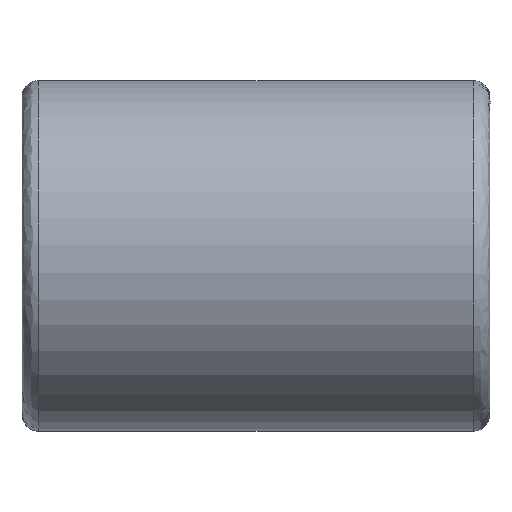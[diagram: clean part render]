
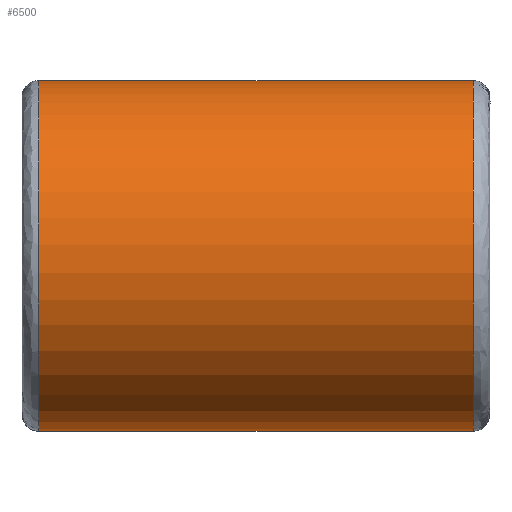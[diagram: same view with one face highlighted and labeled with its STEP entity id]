
A CAD part, front view. The second image highlights one B-rep face of the part: STEP entity #6500.
In plain terms, the highlighted free-form (B-spline) face has degree [3, 1] with [7, 2] control points.
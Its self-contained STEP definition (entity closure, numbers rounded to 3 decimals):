
#10 = CARTESIAN_POINT ('', (27., 0., 10.5));
#20 = VERTEX_POINT ('', #10);
#30 = CARTESIAN_POINT ('', (27., 0., -10.5));
#40 = VERTEX_POINT ('', #30);
#50 = CARTESIAN_POINT ('', (27., 0., 10.5));
#60 = CARTESIAN_POINT ('', (27., 21., 10.5));
#70 = CARTESIAN_POINT ('', (27., 21., -10.5));
#80 = CARTESIAN_POINT ('', (27., 0., -10.5));
#90 = (
   BOUNDED_CURVE ()
   B_SPLINE_CURVE (3, (#50, #60, #70, #80), .UNSPECIFIED., .F., .U.)
   B_SPLINE_CURVE_WITH_KNOTS ((4, 4), (0., 1.), .UNSPECIFIED.)
   CURVE ()
   GEOMETRIC_REPRESENTATION_ITEM ()
   RATIONAL_B_SPLINE_CURVE ((1., 0.333, 0.333, 1.))
   REPRESENTATION_ITEM ('')
);
#100 = EDGE_CURVE ('', #20, #40, #90, .T.);
#2150 = CARTESIAN_POINT ('', (27., 0., -10.5));
#2160 = CARTESIAN_POINT ('', (27., -21., -10.5));
#2170 = CARTESIAN_POINT ('', (27., -21., 10.5));
#2180 = CARTESIAN_POINT ('', (27., 0., 10.5));
#2190 = (
   BOUNDED_CURVE ()
   B_SPLINE_CURVE (3, (#2150, #2160, #2170, #2180), .UNSPECIFIED., .F., .U.)
   B_SPLINE_CURVE_WITH_KNOTS ((4, 4), (0., 1.), .UNSPECIFIED.)
   CURVE ()
   GEOMETRIC_REPRESENTATION_ITEM ()
   RATIONAL_B_SPLINE_CURVE ((1., 0.333, 0.333, 1.))
   REPRESENTATION_ITEM ('')
);
#2200 = EDGE_CURVE ('', #40, #20, #2190, .T.);
#5630 = CARTESIAN_POINT ('', (1., 0., 10.5));
#5640 = VERTEX_POINT ('', #5630);
#5720 = CARTESIAN_POINT ('', (1., 0., -10.5));
#5730 = VERTEX_POINT ('', #5720);
#5740 = CARTESIAN_POINT ('', (1., 0., 10.5));
#5750 = CARTESIAN_POINT ('', (1., 21., 10.5));
#5760 = CARTESIAN_POINT ('', (1., 21., -10.5));
#5770 = CARTESIAN_POINT ('', (1., 0., -10.5));
#5780 = (
   BOUNDED_CURVE ()
   B_SPLINE_CURVE (3, (#5740, #5750, #5760, #5770), .UNSPECIFIED., .F., .U.)
   B_SPLINE_CURVE_WITH_KNOTS ((4, 4), (0., 1.), .UNSPECIFIED.)
   CURVE ()
   GEOMETRIC_REPRESENTATION_ITEM ()
   RATIONAL_B_SPLINE_CURVE ((0.957, 0.319, 0.319, 0.957))
   REPRESENTATION_ITEM ('')
);
#5790 = EDGE_CURVE ('', #5640, #5730, #5780, .T.);
#5810 = CARTESIAN_POINT ('', (1., 0., -10.5));
#5820 = CARTESIAN_POINT ('', (1., -21., -10.5));
#5830 = CARTESIAN_POINT ('', (1., -21., 10.5));
#5840 = CARTESIAN_POINT ('', (1., 0., 10.5));
#5850 = (
   BOUNDED_CURVE ()
   B_SPLINE_CURVE (3, (#5810, #5820, #5830, #5840), .UNSPECIFIED., .F., .U.)
   B_SPLINE_CURVE_WITH_KNOTS ((4, 4), (0., 1.), .UNSPECIFIED.)
   CURVE ()
   GEOMETRIC_REPRESENTATION_ITEM ()
   RATIONAL_B_SPLINE_CURVE ((0.957, 0.319, 0.319, 0.957))
   REPRESENTATION_ITEM ('')
);
#5860 = EDGE_CURVE ('', #5730, #5640, #5850, .T.);
#6230 = ORIENTED_EDGE ('', *, *, #100, .T.);
#6240 = CARTESIAN_POINT ('', (27., 0., -10.5));
#6250 = CARTESIAN_POINT ('', (1., 0., -10.5));
#6260 = B_SPLINE_CURVE_WITH_KNOTS ('', 1, (#6240, #6250), .UNSPECIFIED., .F., .U., (2, 2), (0., 1.), .UNSPECIFIED.);
#6270 = EDGE_CURVE ('', #40, #5730, #6260, .T.);
#6280 = ORIENTED_EDGE ('', *, *, #6270, .T.);
#6290 = ORIENTED_EDGE ('', *, *, #5790, .F.);
#6300 = ORIENTED_EDGE ('', *, *, #5860, .F.);
#6310 = ORIENTED_EDGE ('', *, *, #6270, .F.);
#6320 = ORIENTED_EDGE ('', *, *, #2200, .T.);
#6330 = EDGE_LOOP ('', (#6230, #6280, #6290, #6300, #6310, #6320));
#6340 = FACE_OUTER_BOUND ('', #6330, .T.);
#6350 = CARTESIAN_POINT ('', (-1.6, 0., -10.5));
#6360 = CARTESIAN_POINT ('', (29.6, 0., -10.5));
#6370 = CARTESIAN_POINT ('', (-1.6, 21., -10.5));
#6380 = CARTESIAN_POINT ('', (29.6, 21., -10.5));
#6390 = CARTESIAN_POINT ('', (-1.6, 21., 10.5));
#6400 = CARTESIAN_POINT ('', (29.6, 21., 10.5));
#6410 = CARTESIAN_POINT ('', (-1.6, 0., 10.5));
#6420 = CARTESIAN_POINT ('', (29.6, 0., 10.5));
#6430 = CARTESIAN_POINT ('', (-1.6, -21., 10.5));
#6440 = CARTESIAN_POINT ('', (29.6, -21., 10.5));
#6450 = CARTESIAN_POINT ('', (-1.6, -21., -10.5));
#6460 = CARTESIAN_POINT ('', (29.6, -21., -10.5));
#6470 = CARTESIAN_POINT ('', (-1.6, 0., -10.5));
#6480 = CARTESIAN_POINT ('', (29.6, 0., -10.5));
#6490 = (
   BOUNDED_SURFACE ()
   B_SPLINE_SURFACE (3, 1, ((#6350, #6360), (#6370, #6380), (#6390, #6400), (#6410, #6420), (#6430, #6440), (#6450, #6460), (#6470, #6480)), .UNSPECIFIED., .T., .F., .U.)
   B_SPLINE_SURFACE_WITH_KNOTS ((4, 3, 4), (2, 2), (0., 0.5, 1.), (0., 1.), .UNSPECIFIED.)
   SURFACE ()
   GEOMETRIC_REPRESENTATION_ITEM ()
   RATIONAL_B_SPLINE_SURFACE (((1., 1.), (0.333, 0.333), (0.333, 0.333), (1., 1.), (0.333, 0.333), (0.333, 0.333), (1., 1.)))
   REPRESENTATION_ITEM ('')
);
#6500 = ADVANCED_FACE ('', (#6340), #6490, .T.);
